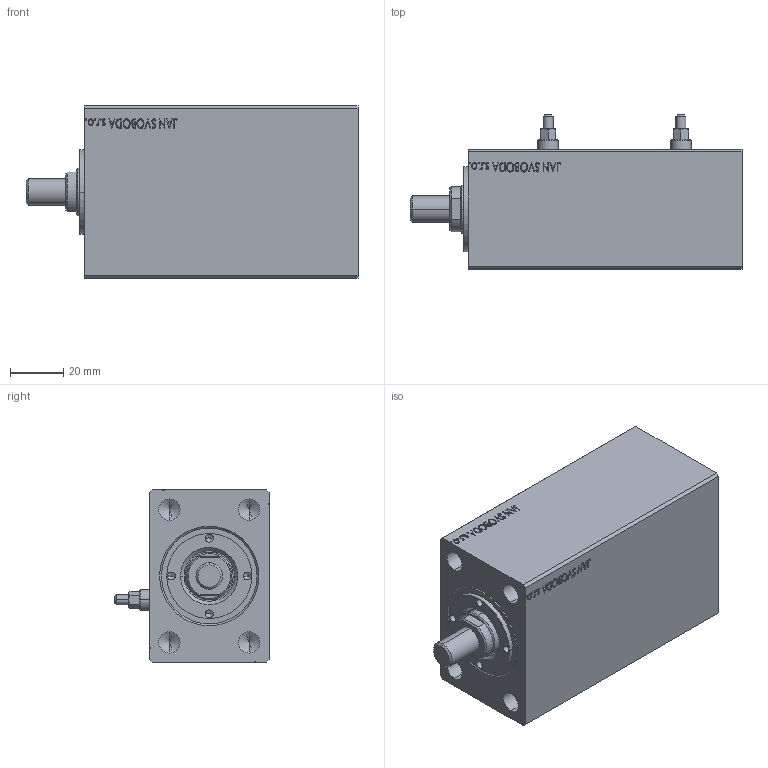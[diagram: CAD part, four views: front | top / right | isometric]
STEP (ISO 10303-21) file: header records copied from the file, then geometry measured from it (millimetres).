
FILE_DESCRIPTION (( 'STEP AP203' ), '1' );
FILE_NAME ('7f0e.STEP', '2025-07-16T06:58:22', ( '' ), ( '' ), 'SwSTEP 2.0', 'SolidWorks 2019', '' );
FILE_SCHEMA (( 'CONFIG_CONTROL_DESIGN' ));
Length unit declared in the file: millimetre
Products named in the file (6): V500CZ_SMALL_MALE_METRIC 6135c604951e14aadcf0b3990fd76bc9; V500CZ 6135c604951e14aadcf0b3990fd76bc9; V500CZ_B_VC 6135c604951e14aadcf0b3990fd76bc9; V500CZ_VNIT豊蚠攘ST 6135c604951e14aadcf0b3990fd76bc9; Zatka_Cushioning3 6135c604951e14aadcf0b3990fd76bc9; 7f0e
Assembly tree (6 placements, depth 2):
  7f0e
    V500CZ 6135c604951e14aadcf0b3990fd76bc9
    V500CZ_VNIT豊蚠攘ST 6135c604951e14aadcf0b3990fd76bc9
    V500CZ_SMALL_MALE_METRIC 6135c604951e14aadcf0b3990fd76bc9
    V500CZ_B_VC 6135c604951e14aadcf0b3990fd76bc9
    Zatka_Cushioning3 6135c604951e14aadcf0b3990fd76bc9  x2
Bounding box: 125 x 58 x 65 mm (x, y, z)
Volume: 283911.5 mm3; surface area: 54288.3 mm2
Topology: 6 solids, 6 shells, 939 faces, 2378 edges, 1550 vertices
Faces by surface type: plane 425, bspline 380, cylinder 76, cone 58
Entity records: 45460 total; most frequent: CARTESIAN_POINT 25387, ORIENTED_EDGE 4592, DIRECTION 2760, EDGE_CURVE 2296, VERTEX_POINT 1516, VECTOR 1354, LINE 1354, EDGE_LOOP 1040
